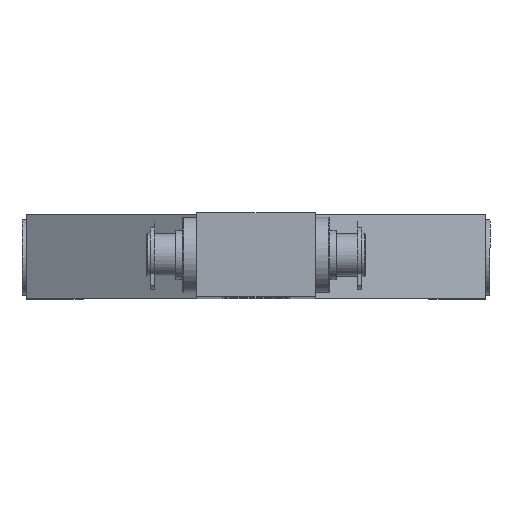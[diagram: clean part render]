
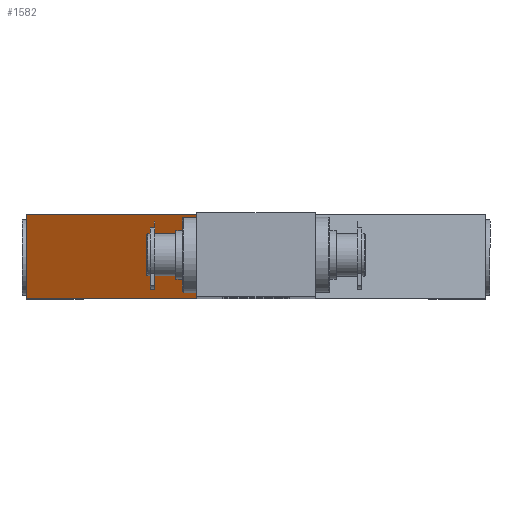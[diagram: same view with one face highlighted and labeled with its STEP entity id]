
A CAD part, top view. The second image highlights one B-rep face of the part: STEP entity #1582.
In plain terms, the highlighted face is planar.
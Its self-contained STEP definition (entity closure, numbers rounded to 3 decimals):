
#122=LINE('',#2572,#260);
#136=LINE('',#2599,#274);
#137=LINE('',#2602,#275);
#138=LINE('',#2603,#276);
#260=VECTOR('',#2058,10.);
#274=VECTOR('',#2076,10.);
#275=VECTOR('',#2079,10.);
#276=VECTOR('',#2080,10.);
#449=FACE_OUTER_BOUND('',#546,.T.);
#546=EDGE_LOOP('',(#1140,#1141,#1142,#1143));
#747=VERTEX_POINT('',#2569);
#748=VERTEX_POINT('',#2571);
#759=VERTEX_POINT('',#2597);
#760=VERTEX_POINT('',#2601);
#894=EDGE_CURVE('',#747,#748,#122,.T.);
#908=EDGE_CURVE('',#747,#759,#136,.T.);
#909=EDGE_CURVE('',#759,#760,#137,.T.);
#910=EDGE_CURVE('',#748,#760,#138,.T.);
#1140=ORIENTED_EDGE('',*,*,#908,.T.);
#1141=ORIENTED_EDGE('',*,*,#909,.T.);
#1142=ORIENTED_EDGE('',*,*,#910,.F.);
#1143=ORIENTED_EDGE('',*,*,#894,.F.);
#1527=PLANE('',#1843);
#1582=ADVANCED_FACE('',(#449),#1527,.T.);
#1843=AXIS2_PLACEMENT_3D('',#2600,#2077,#2078);
#2058=DIRECTION('',(0.,1.,0.));
#2076=DIRECTION('',(-0.853,0.,0.522));
#2077=DIRECTION('center_axis',(-0.522,0.,-0.853));
#2078=DIRECTION('ref_axis',(-0.853,0.,0.522));
#2079=DIRECTION('',(0.,1.,0.));
#2080=DIRECTION('',(-0.853,0.,0.522));
#2569=CARTESIAN_POINT('',(-14.,0.,0.));
#2571=CARTESIAN_POINT('',(-14.,20.,0.));
#2572=CARTESIAN_POINT('',(-14.,0.,0.));
#2597=CARTESIAN_POINT('',(-54.5,0.,24.816));
#2599=CARTESIAN_POINT('',(-14.,0.,0.));
#2600=CARTESIAN_POINT('Origin',(-14.,0.,0.));
#2601=CARTESIAN_POINT('',(-54.5,20.,24.816));
#2602=CARTESIAN_POINT('',(-54.5,0.,24.816));
#2603=CARTESIAN_POINT('',(-14.,20.,0.));
